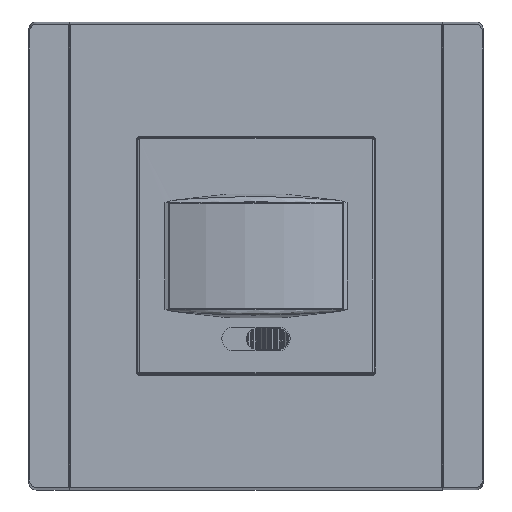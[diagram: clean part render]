
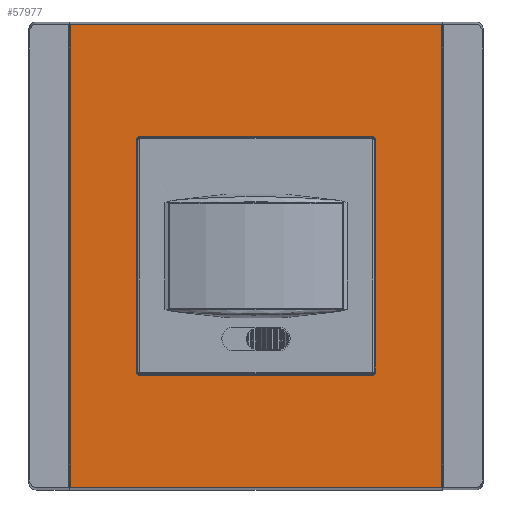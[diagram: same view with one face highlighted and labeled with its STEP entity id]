
A CAD part, top view. The second image highlights one B-rep face of the part: STEP entity #57977.
In plain terms, the highlighted planar face has unit normal (0, 0, 1).
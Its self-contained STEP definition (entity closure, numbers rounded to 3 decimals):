
#1042 = VERTEX_POINT ( 'NONE', #16998 ) ;
#1359 = CARTESIAN_POINT ( 'NONE',  ( -922.178, 122.678, 11.5 ) ) ;
#2640 = CARTESIAN_POINT ( 'NONE',  ( -922.471, 122.678, 11.5 ) ) ;
#2975 = CARTESIAN_POINT ( 'NONE',  ( -877.378, 77.482, 11.5 ) ) ;
#3041 = LINE ( 'NONE', #8127, #4013 ) ;
#3283 = CARTESIAN_POINT ( 'NONE',  ( -922.178, 77.322, 11.5 ) ) ;
#3372 = EDGE_CURVE ( 'NONE', #8745, #13216, #24035, .T. ) ;
#3958 = CARTESIAN_POINT ( 'NONE',  ( -935.32, 55.909, 11.5 ) ) ;
#4013 = VECTOR ( 'NONE', #21387, 1000. ) ;
#4142 = VERTEX_POINT ( 'NONE', #6151 ) ;
#4557 = CARTESIAN_POINT ( 'NONE',  ( -877.822, 122.678, 11.5 ) ) ;
#6151 = CARTESIAN_POINT ( 'NONE',  ( -864.68, 55.909, 11.5 ) ) ;
#8127 = CARTESIAN_POINT ( 'NONE',  ( -877.331, 122.882, 11.5 ) ) ;
#8745 = VERTEX_POINT ( 'NONE', #23284 ) ;
#9238 = ORIENTED_EDGE ( 'NONE', *, *, #42750, .T. ) ;
#9327 = CARTESIAN_POINT ( 'NONE',  ( -922.471, 77.322, 11.5 ) ) ;
#9531 = FACE_OUTER_BOUND ( 'NONE', #50767, .T. ) ;
#10385 = CARTESIAN_POINT ( 'NONE',  ( -922.678, 100., 11.5 ) ) ;
#11767 = VERTEX_POINT ( 'NONE', #4557 ) ;
#12040 = CARTESIAN_POINT ( 'NONE',  ( -877.331, 122.271, 11.5 ) ) ;
#12229 = CARTESIAN_POINT ( 'NONE',  ( -900., 77.322, 11.5 ) ) ;
#12722 = EDGE_CURVE ( 'NONE', #8745, #32519, #3041, .T. ) ;
#13216 = VERTEX_POINT ( 'NONE', #36929 ) ;
#13398 = LINE ( 'NONE', #12229, #53266 ) ;
#14041 = DIRECTION ( 'NONE',  ( 0., 0., 1. ) ) ;
#15192 = EDGE_CURVE ( 'NONE', #30938, #4142, #42196, .T. ) ;
#15414 = ORIENTED_EDGE ( 'NONE', *, *, #57589, .T. ) ;
#16205 = CARTESIAN_POINT ( 'NONE',  ( -877.822, 77.322, 11.5 ) ) ;
#16998 = CARTESIAN_POINT ( 'NONE',  ( -935.32, 144.091, 11.5 ) ) ;
#17067 = CARTESIAN_POINT ( 'NONE',  ( -922.678, 122.471, 11.5 ) ) ;
#17075 = VERTEX_POINT ( 'NONE', #1359 ) ;
#17451 = CARTESIAN_POINT ( 'NONE',  ( -935.32, 144.091, 11.5 ) ) ;
#18448 = ORIENTED_EDGE ( 'NONE', *, *, #21391, .T. ) ;
#19641 = VECTOR ( 'NONE', #35323, 1000. ) ;
#20285 =( BOUNDED_CURVE ( )  B_SPLINE_CURVE ( 3, ( #21080, #34010, #52958, #12040 ),
 .UNSPECIFIED., .F., .F. ) 
 B_SPLINE_CURVE_WITH_KNOTS ( ( 4, 4 ),
 ( 5.498, 6.881 ),
 .UNSPECIFIED. ) 
 CURVE ( )  GEOMETRIC_REPRESENTATION_ITEM ( )  RATIONAL_B_SPLINE_CURVE ( ( 1., 0.847, 0.847, 1. ) ) 
 REPRESENTATION_ITEM ( '' )  );
#21080 = CARTESIAN_POINT ( 'NONE',  ( -877.822, 122.678, 11.5 ) ) ;
#21387 = DIRECTION ( 'NONE',  ( 0., 1., 0. ) ) ;
#21391 = EDGE_CURVE ( 'NONE', #57325, #1042, #21960, .T. ) ;
#21831 = ORIENTED_EDGE ( 'NONE', *, *, #33591, .F. ) ;
#21960 = LINE ( 'NONE', #17451, #48803 ) ;
#22581 = CARTESIAN_POINT ( 'NONE',  ( -922.678, 77.529, 11.5 ) ) ;
#22615 = EDGE_CURVE ( 'NONE', #4142, #57325, #31030, .T. ) ;
#22629 = VECTOR ( 'NONE', #23466, 1000. ) ;
#23284 = CARTESIAN_POINT ( 'NONE',  ( -877.331, 77.729, 11.5 ) ) ;
#23466 = DIRECTION ( 'NONE',  ( 0., -1., 0. ) ) ;
#24035 =( BOUNDED_CURVE ( )  B_SPLINE_CURVE ( 3, ( #57408, #2975, #35151, #16205 ),
 .UNSPECIFIED., .F., .T. ) 
 B_SPLINE_CURVE_WITH_KNOTS ( ( 4, 4 ),
 ( 5.686, 7.068 ),
 .UNSPECIFIED. ) 
 CURVE ( )  GEOMETRIC_REPRESENTATION_ITEM ( )  RATIONAL_B_SPLINE_CURVE ( ( 1., 0.847, 0.847, 1. ) ) 
 REPRESENTATION_ITEM ( '' )  );
#25655 = EDGE_LOOP ( 'NONE', ( #49173, #41846, #34547, #43506, #37141, #21831, #9238, #39774 ) ) ;
#26890 = CARTESIAN_POINT ( 'NONE',  ( -900., 122.678, 11.5 ) ) ;
#27217 = VECTOR ( 'NONE', #38359, 1000. ) ;
#27407 =( BOUNDED_CURVE ( )  B_SPLINE_CURVE ( 3, ( #48949, #17067, #2640, #48358 ),
 .UNSPECIFIED., .F., .F. ) 
 B_SPLINE_CURVE_WITH_KNOTS ( ( 4, 4 ),
 ( 5.498, 7.068 ),
 .UNSPECIFIED. ) 
 CURVE ( )  GEOMETRIC_REPRESENTATION_ITEM ( )  RATIONAL_B_SPLINE_CURVE ( ( 1., 0.805, 0.805, 1. ) ) 
 REPRESENTATION_ITEM ( '' )  );
#27580 = FACE_BOUND ( 'NONE', #25655, .T. ) ;
#27762 = VECTOR ( 'NONE', #35851, 1000. ) ;
#29198 = CARTESIAN_POINT ( 'NONE',  ( -922.678, 77.822, 11.5 ) ) ;
#29354 = AXIS2_PLACEMENT_3D ( 'NONE', #54960, #14041, #54352 ) ;
#30938 = VERTEX_POINT ( 'NONE', #3958 ) ;
#31030 = LINE ( 'NONE', #49380, #27762 ) ;
#32519 = VERTEX_POINT ( 'NONE', #46590 ) ;
#32793 = ORIENTED_EDGE ( 'NONE', *, *, #22615, .T. ) ;
#33591 = EDGE_CURVE ( 'NONE', #59236, #56107, #52179, .T. ) ;
#34010 = CARTESIAN_POINT ( 'NONE',  ( -877.571, 122.678, 11.5 ) ) ;
#34547 = ORIENTED_EDGE ( 'NONE', *, *, #3372, .T. ) ;
#35151 = CARTESIAN_POINT ( 'NONE',  ( -877.571, 77.322, 11.5 ) ) ;
#35323 = DIRECTION ( 'NONE',  ( -1., 0., 0. ) ) ;
#35758 = EDGE_CURVE ( 'NONE', #11767, #32519, #20285, .T. ) ;
#35851 = DIRECTION ( 'NONE',  ( 0., 1., 0. ) ) ;
#36929 = CARTESIAN_POINT ( 'NONE',  ( -877.822, 77.322, 11.5 ) ) ;
#37141 = ORIENTED_EDGE ( 'NONE', *, *, #55246, .T. ) ;
#37730 = CARTESIAN_POINT ( 'NONE',  ( -864.68, 144.091, 11.5 ) ) ;
#38359 = DIRECTION ( 'NONE',  ( 0., -1., 0. ) ) ;
#38373 = CARTESIAN_POINT ( 'NONE',  ( -922.678, 122.178, 11.5 ) ) ;
#39774 = ORIENTED_EDGE ( 'NONE', *, *, #46677, .F. ) ;
#40928 = CARTESIAN_POINT ( 'NONE',  ( -922.678, 77.822, 11.5 ) ) ;
#41846 = ORIENTED_EDGE ( 'NONE', *, *, #12722, .F. ) ;
#42196 = LINE ( 'NONE', #52091, #58948 ) ;
#42750 = EDGE_CURVE ( 'NONE', #59236, #17075, #27407, .T. ) ;
#42775 = DIRECTION ( 'NONE',  ( 1., 0., 0. ) ) ;
#43506 = ORIENTED_EDGE ( 'NONE', *, *, #45137, .F. ) ;
#44711 = DIRECTION ( 'NONE',  ( 1., 0., 0. ) ) ;
#44801 = VERTEX_POINT ( 'NONE', #3283 ) ;
#45137 = EDGE_CURVE ( 'NONE', #44801, #13216, #13398, .T. ) ;
#45529 = LINE ( 'NONE', #26890, #19641 ) ;
#46310 = LINE ( 'NONE', #55336, #22629 ) ;
#46384 =( BOUNDED_CURVE ( )  B_SPLINE_CURVE ( 3, ( #50541, #9327, #22581, #40928 ),
 .UNSPECIFIED., .F., .F. ) 
 B_SPLINE_CURVE_WITH_KNOTS ( ( 4, 4 ),
 ( 5.498, 7.068 ),
 .UNSPECIFIED. ) 
 CURVE ( )  GEOMETRIC_REPRESENTATION_ITEM ( )  RATIONAL_B_SPLINE_CURVE ( ( 1., 0.805, 0.805, 1. ) ) 
 REPRESENTATION_ITEM ( '' )  );
#46590 = CARTESIAN_POINT ( 'NONE',  ( -877.331, 122.271, 11.5 ) ) ;
#46677 = EDGE_CURVE ( 'NONE', #11767, #17075, #45529, .T. ) ;
#48358 = CARTESIAN_POINT ( 'NONE',  ( -922.178, 122.678, 11.5 ) ) ;
#48391 = ORIENTED_EDGE ( 'NONE', *, *, #15192, .T. ) ;
#48803 = VECTOR ( 'NONE', #51832, 1000. ) ;
#48949 = CARTESIAN_POINT ( 'NONE',  ( -922.678, 122.178, 11.5 ) ) ;
#49173 = ORIENTED_EDGE ( 'NONE', *, *, #35758, .T. ) ;
#49380 = CARTESIAN_POINT ( 'NONE',  ( -864.68, 144.091, 11.5 ) ) ;
#50541 = CARTESIAN_POINT ( 'NONE',  ( -922.178, 77.322, 11.5 ) ) ;
#50767 = EDGE_LOOP ( 'NONE', ( #15414, #48391, #32793, #18448 ) ) ;
#51832 = DIRECTION ( 'NONE',  ( -1., 0., 0. ) ) ;
#52091 = CARTESIAN_POINT ( 'NONE',  ( -935.32, 55.909, 11.5 ) ) ;
#52179 = LINE ( 'NONE', #10385, #27217 ) ;
#52958 = CARTESIAN_POINT ( 'NONE',  ( -877.378, 122.518, 11.5 ) ) ;
#53266 = VECTOR ( 'NONE', #44711, 1000. ) ;
#54352 = DIRECTION ( 'NONE',  ( 1., 0., 0. ) ) ;
#54960 = CARTESIAN_POINT ( 'NONE',  ( 0., 0., 11.5 ) ) ;
#55246 = EDGE_CURVE ( 'NONE', #44801, #56107, #46384, .T. ) ;
#55336 = CARTESIAN_POINT ( 'NONE',  ( -935.32, 144.091, 11.5 ) ) ;
#55560 = PLANE ( 'NONE',  #29354 ) ;
#56107 = VERTEX_POINT ( 'NONE', #29198 ) ;
#57325 = VERTEX_POINT ( 'NONE', #37730 ) ;
#57408 = CARTESIAN_POINT ( 'NONE',  ( -877.331, 77.729, 11.5 ) ) ;
#57589 = EDGE_CURVE ( 'NONE', #1042, #30938, #46310, .T. ) ;
#57977 = ADVANCED_FACE ( 'NONE', ( #27580, #9531 ), #55560, .T. ) ;
#58948 = VECTOR ( 'NONE', #42775, 1000. ) ;
#59236 = VERTEX_POINT ( 'NONE', #38373 ) ;
